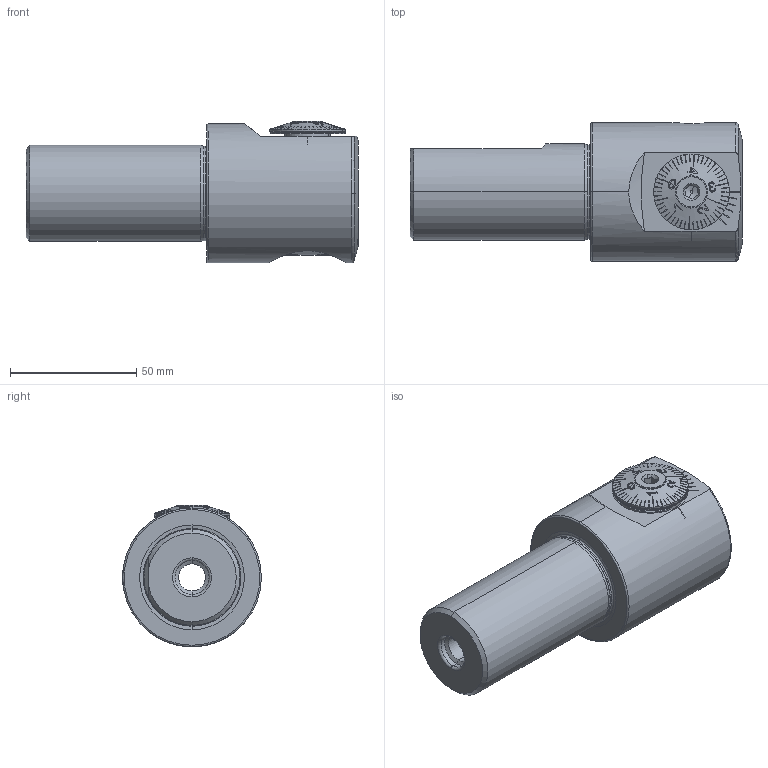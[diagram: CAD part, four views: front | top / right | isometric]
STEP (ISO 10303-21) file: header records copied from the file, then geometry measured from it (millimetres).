
FILE_DESCRIPTION (( 'STEP AP203' ), '1' );
FILE_NAME ('W38.A55.016.060.STEP', '2024-08-15T14:51:56', ( '' ), ( '' ), 'SwSTEP 2.0', 'SolidWorks 2022', '' );
FILE_SCHEMA (( 'CONFIG_CONTROL_DESIGN' ));
Length unit declared in the file: millimetre
Products named in the file (16): A55-BG1.011.041; A55-BG3.011.033_A_Verkürzte Fläche; A55-BG1.011.041_E; ISO 4026 - M10 x 8; A55-BG2.011.016_E; A55-BG2.014.007_A; WCB-ER2.001.009_A; Klebstoff D10; A55-BG2.015.007_B; LMKAS 30 - ø29.7xø22.5x0.3; A55-BG1.012.007_B; W38-A55.K00.060_B; A55-BG1.014.041_B; ISO 4026 - M10 x 16_PreviewCfg; A55-BG2.012.006_B; W38.A55.016.060
Assembly tree (17 placements, depth 4):
  W38.A55.016.060
    W38-A55.K00.060_B
    A55-BG1.014.041_B
      A55-BG1.011.041
        A55-BG1.011.041_E
        A55-BG1.012.007_B
      A55-BG2.012.006_B
      ISO 4026 - M10 x 16_PreviewCfg  x2
      A55-BG2.015.007_B
        A55-BG2.011.016_E
        A55-BG2.014.007_A
      LMKAS 30 - ø29.7xø22.5x0.3  x2
    A55-BG3.011.033_A_Verkürzte Fläche
    Klebstoff D10
    ISO 4026 - M10 x 8
    WCB-ER2.001.009_A
Bounding box: 131.6 x 55 x 56.09 mm (x, y, z)
Volume: 192654.5 mm3; surface area: 46569.6 mm2
Topology: 14 solids, 14 shells, 675 faces, 1766 edges, 1123 vertices
Faces by surface type: plane 298, cone 162, cylinder 120, torus 51, bspline 42, sphere 2
Entity records: 26675 total; most frequent: CARTESIAN_POINT 9612, ORIENTED_EDGE 3436, DIRECTION 2886, EDGE_CURVE 1718, AXIS2_PLACEMENT_3D 1121, VERTEX_POINT 1095, EDGE_LOOP 693, FACE_OUTER_BOUND 654
